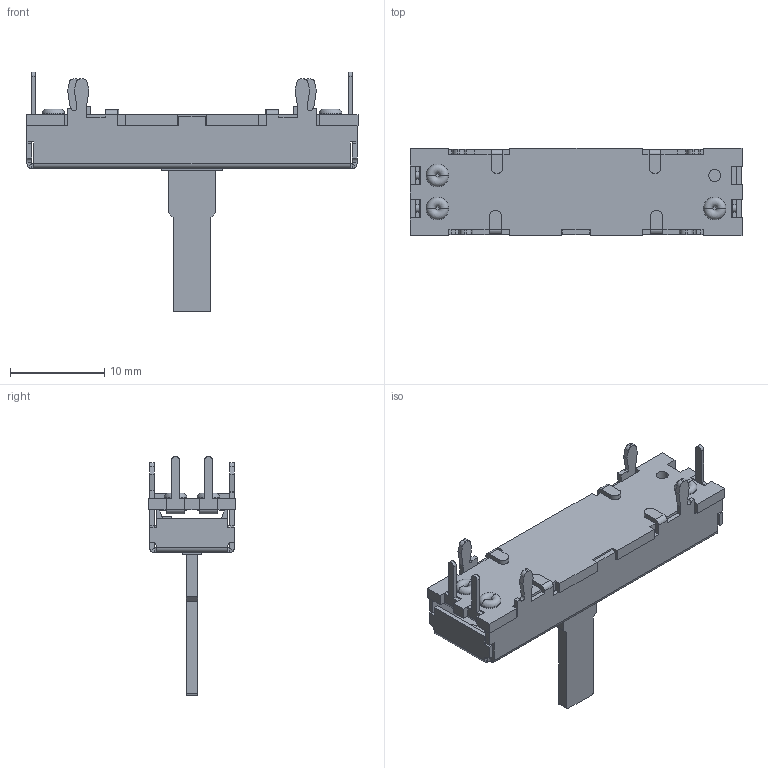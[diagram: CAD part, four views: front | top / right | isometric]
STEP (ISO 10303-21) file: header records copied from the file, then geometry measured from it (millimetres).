
FILE_DESCRIPTION((''),'2;1');
FILE_NAME('SL20N5_ASM','2015-08-27T',('faith'),(''),'PRO/ENGINEER BY PARAMETRIC TECHNOLOGY CORPORATION, 2010280','PRO/ENGINEER BY PARAMETRIC TECHNOLOGY CORPORATION, 2010280','');
FILE_SCHEMA(('CONFIG_CONTROL_DESIGN'));
Length unit declared in the file: millimetre
Products named in the file (1): SL20N5_ASM
Bounding box: 35.2 x 9.3 x 25.39 mm (x, y, z)
Volume: 686.7 mm3; surface area: 2660 mm2
Topology: 1 solids, 5 shells, 456 faces, 1262 edges, 815 vertices
Faces by surface type: plane 316, cylinder 120, torus 12, bspline 8
Entity records: 14769 total; most frequent: CARTESIAN_POINT 2845, ORIENTED_EDGE 2524, DIRECTION 2414, EDGE_CURVE 1262, VECTOR 976, LINE 976, VERTEX_POINT 815, AXIS2_PLACEMENT_3D 719
